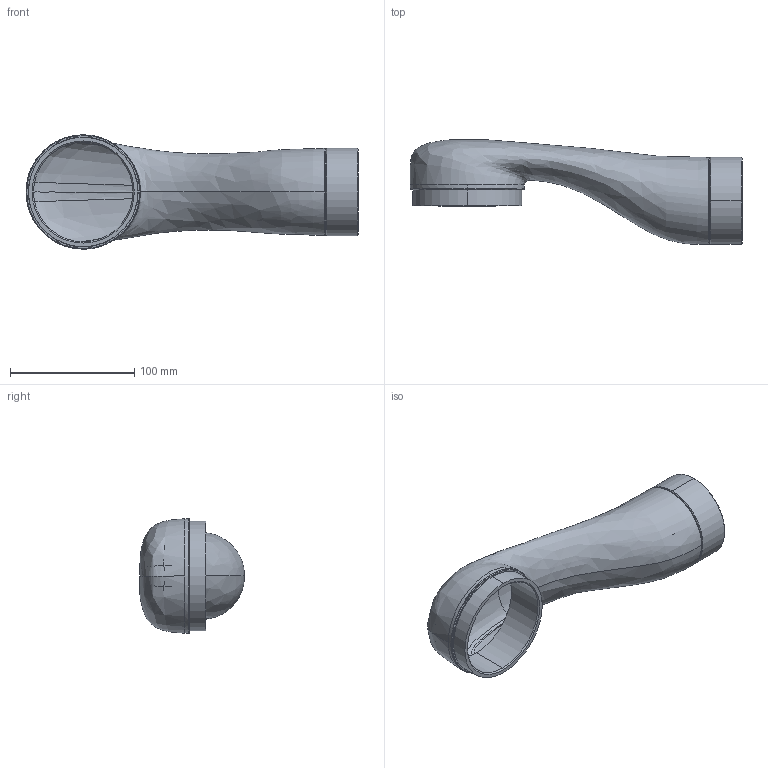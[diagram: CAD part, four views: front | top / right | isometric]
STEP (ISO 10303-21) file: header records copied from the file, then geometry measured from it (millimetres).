
FILE_DESCRIPTION (( 'STEP AP203' ), '1' );
FILE_NAME ('GEN3 SIMPLIFIED FOREARM_1.step_Predeterminado_sldprt.STEP', '2023-06-27T08:52:18', ( '' ), ( '' ), 'SwSTEP 2.0', 'SolidWorks 2022', '' );
FILE_SCHEMA (( 'CONFIG_CONTROL_DESIGN' ));
Length unit declared in the file: millimetre
Products named in the file (1): GEN3 SIMPLIFIED FOREARM_1.step_Predeterminado_sldprt
Bounding box: 266.9 x 84.39 x 92 mm (x, y, z)
Volume: 109286 mm3; surface area: 124806.7 mm2
Topology: 4 solids, 4 shells, 225 faces, 479 edges, 269 vertices
Faces by surface type: bspline 156, cylinder 30, cone 22, plane 15, torus 2
Entity records: 16868 total; most frequent: CARTESIAN_POINT 13084, ORIENTED_EDGE 958, EDGE_CURVE 479, DIRECTION 384, B_SPLINE_CURVE_WITH_KNOTS 297, VERTEX_POINT 269, EDGE_LOOP 240, FACE_OUTER_BOUND 225
